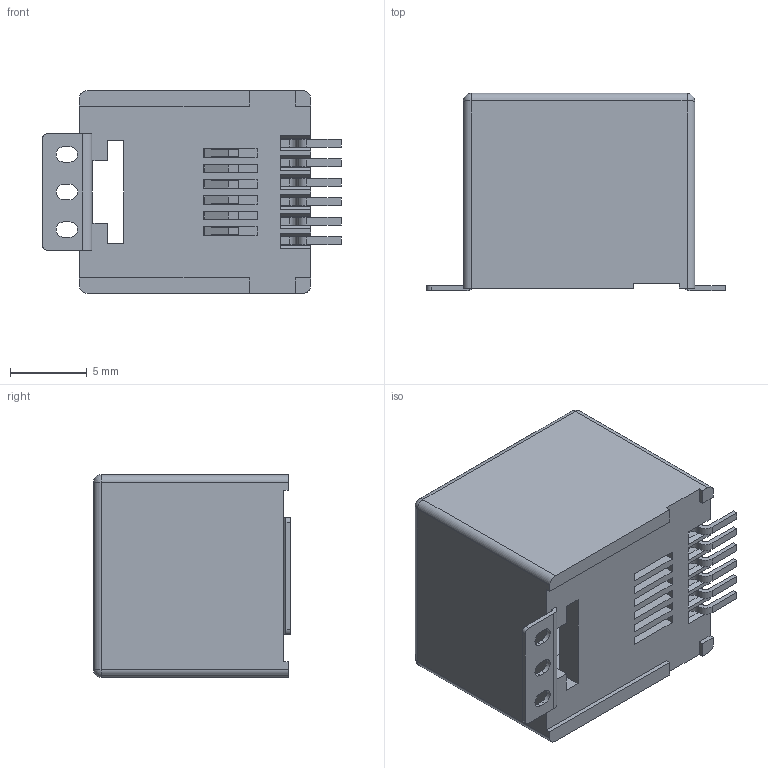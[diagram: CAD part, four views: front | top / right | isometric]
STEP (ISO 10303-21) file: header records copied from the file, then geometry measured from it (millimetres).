
FILE_DESCRIPTION((''),'2;1');
FILE_NAME('855135002','2014-03-11T',('me'),(''),'PRO/ENGINEER BY PARAMETRIC TECHNOLOGY CORPORATION, 2011490','PRO/ENGINEER BY PARAMETRIC TECHNOLOGY CORPORATION, 2011490','');
FILE_SCHEMA(('CONFIG_CONTROL_DESIGN'));
Length unit declared in the file: millimetre
Products named in the file (1): 855135002
Bounding box: 19.48 x 12.85 x 13.21 mm (x, y, z)
Volume: 1515.4 mm3; surface area: 1961.8 mm2
Topology: 1 solids, 1 shells, 311 faces, 931 edges, 622 vertices
Faces by surface type: plane 264, cylinder 43, sphere 4
Entity records: 10379 total; most frequent: CARTESIAN_POINT 1837, ORIENTED_EDGE 1806, DIRECTION 1643, EDGE_CURVE 903, VECTOR 843, LINE 843, VERTEX_POINT 594, AXIS2_PLACEMENT_3D 400
